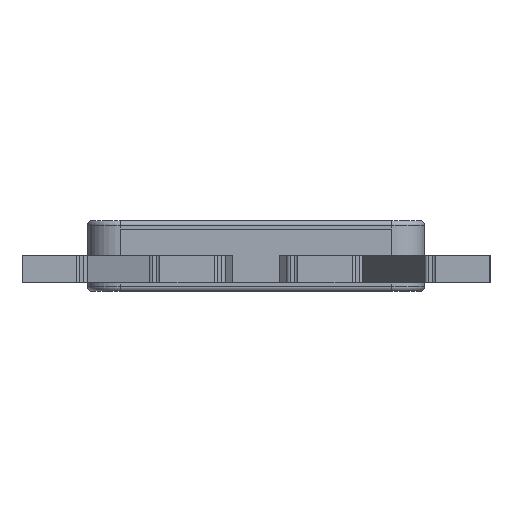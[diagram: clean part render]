
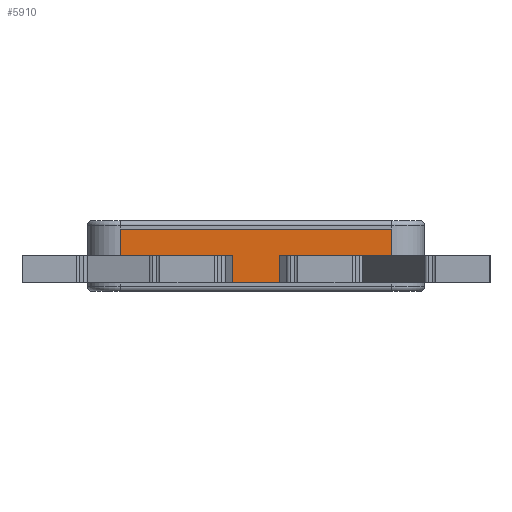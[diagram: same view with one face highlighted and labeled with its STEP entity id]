
A CAD part, front view. The second image highlights one B-rep face of the part: STEP entity #5910.
In plain terms, the highlighted planar face has unit normal (0, -1, 0).
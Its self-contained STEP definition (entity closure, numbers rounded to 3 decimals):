
#92 = CARTESIAN_POINT ( 'NONE',  ( -0.517, -0.7, -0.248 ) ) ;
#298 = LINE ( 'NONE', #3015, #6026 ) ;
#332 = ORIENTED_EDGE ( 'NONE', *, *, #2345, .F. ) ;
#449 = DIRECTION ( 'NONE',  ( 0., 0., 1. ) ) ;
#493 = VERTEX_POINT ( 'NONE', #5925 ) ;
#542 = DIRECTION ( 'NONE',  ( 0., 0., -1. ) ) ;
#569 = ORIENTED_EDGE ( 'NONE', *, *, #2148, .T. ) ;
#743 = CARTESIAN_POINT ( 'NONE',  ( 0.217, -0.7, 0.002 ) ) ;
#764 = LINE ( 'NONE', #2569, #1115 ) ;
#827 = VERTEX_POINT ( 'NONE', #5294 ) ;
#837 = ORIENTED_EDGE ( 'NONE', *, *, #2549, .F. ) ;
#838 = EDGE_CURVE ( 'NONE', #2776, #493, #298, .T. ) ;
#870 = LINE ( 'NONE', #1050, #6590 ) ;
#943 = ORIENTED_EDGE ( 'NONE', *, *, #5295, .T. ) ;
#1009 = EDGE_CURVE ( 'NONE', #3900, #6598, #1598, .T. ) ;
#1032 = ORIENTED_EDGE ( 'NONE', *, *, #3478, .T. ) ;
#1049 = CARTESIAN_POINT ( 'NONE',  ( 0.217, -0.7, 0.002 ) ) ;
#1050 = CARTESIAN_POINT ( 'NONE',  ( 1.25, -0.7, -0.248 ) ) ;
#1115 = VECTOR ( 'NONE', #4799, 1000. ) ;
#1142 = VERTEX_POINT ( 'NONE', #5991 ) ;
#1257 = CARTESIAN_POINT ( 'NONE',  ( 1.25, -0.7, 0.002 ) ) ;
#1307 = DIRECTION ( 'NONE',  ( 0., 0., -1. ) ) ;
#1350 = DIRECTION ( 'NONE',  ( 1., 0., 0. ) ) ;
#1598 = LINE ( 'NONE', #3186, #4211 ) ;
#1698 = CARTESIAN_POINT ( 'NONE',  ( -1.25, -0.7, 0.002 ) ) ;
#1723 = DIRECTION ( 'NONE',  ( 0., 0., -1. ) ) ;
#1734 = CARTESIAN_POINT ( 'NONE',  ( 0.217, -0.7, 0.002 ) ) ;
#1761 = VECTOR ( 'NONE', #449, 1000. ) ;
#1874 = EDGE_CURVE ( 'NONE', #1142, #4488, #2455, .T. ) ;
#1908 = DIRECTION ( 'NONE',  ( 1., 0., 0. ) ) ;
#1942 = CARTESIAN_POINT ( 'NONE',  ( 0., -0.7, 0. ) ) ;
#1955 = DIRECTION ( 'NONE',  ( -1., 0., 0. ) ) ;
#2138 = CARTESIAN_POINT ( 'NONE',  ( -0.217, -0.7, 0.002 ) ) ;
#2148 = EDGE_CURVE ( 'NONE', #3906, #1142, #2790, .T. ) ;
#2159 = DIRECTION ( 'NONE',  ( 1., 0., 0. ) ) ;
#2167 = EDGE_CURVE ( 'NONE', #3900, #2489, #2535, .T. ) ;
#2172 = ORIENTED_EDGE ( 'NONE', *, *, #1874, .T. ) ;
#2179 = VERTEX_POINT ( 'NONE', #1734 ) ;
#2249 = DIRECTION ( 'NONE',  ( 0., 0., -1. ) ) ;
#2345 = EDGE_CURVE ( 'NONE', #2179, #5720, #6174, .T. ) ;
#2372 = VECTOR ( 'NONE', #1955, 1000. ) ;
#2399 = VERTEX_POINT ( 'NONE', #3020 ) ;
#2416 = CARTESIAN_POINT ( 'NONE',  ( 1.25, -0.7, -0.248 ) ) ;
#2455 = LINE ( 'NONE', #2959, #6014 ) ;
#2489 = VERTEX_POINT ( 'NONE', #4136 ) ;
#2530 = DIRECTION ( 'NONE',  ( 1., 0., 0. ) ) ;
#2535 = LINE ( 'NONE', #5060, #6001 ) ;
#2549 = EDGE_CURVE ( 'NONE', #3906, #6310, #6850, .T. ) ;
#2569 = CARTESIAN_POINT ( 'NONE',  ( -1.25, -0.7, -0.248 ) ) ;
#2776 = VERTEX_POINT ( 'NONE', #2138 ) ;
#2790 = LINE ( 'NONE', #6691, #3583 ) ;
#2874 = CARTESIAN_POINT ( 'NONE',  ( 0.517, -0.7, 0.002 ) ) ;
#2901 = EDGE_CURVE ( 'NONE', #2179, #4243, #7063, .T. ) ;
#2910 = ORIENTED_EDGE ( 'NONE', *, *, #2167, .F. ) ;
#2959 = CARTESIAN_POINT ( 'NONE',  ( 1.25, -0.7, -0.248 ) ) ;
#2966 = VECTOR ( 'NONE', #1307, 1000. ) ;
#3006 = CARTESIAN_POINT ( 'NONE',  ( 0.517, -0.7, -0.248 ) ) ;
#3015 = CARTESIAN_POINT ( 'NONE',  ( -0.217, -0.7, 0.002 ) ) ;
#3020 = CARTESIAN_POINT ( 'NONE',  ( 1.25, -0.7, 0.248 ) ) ;
#3070 = CARTESIAN_POINT ( 'NONE',  ( -0.95, -0.7, 0.002 ) ) ;
#3094 = CARTESIAN_POINT ( 'NONE',  ( 0.95, -0.7, 0.002 ) ) ;
#3113 = CARTESIAN_POINT ( 'NONE',  ( -0.95, -0.7, 0.002 ) ) ;
#3170 = AXIS2_PLACEMENT_3D ( 'NONE', #1942, #4198, #6364 ) ;
#3186 = CARTESIAN_POINT ( 'NONE',  ( 0.95, -0.7, 0.002 ) ) ;
#3307 = DIRECTION ( 'NONE',  ( 1., 0., 0. ) ) ;
#3348 = VERTEX_POINT ( 'NONE', #3006 ) ;
#3382 = ORIENTED_EDGE ( 'NONE', *, *, #3921, .T. ) ;
#3456 = FACE_OUTER_BOUND ( 'NONE', #3727, .T. ) ;
#3478 = EDGE_CURVE ( 'NONE', #6598, #2399, #5838, .T. ) ;
#3583 = VECTOR ( 'NONE', #542, 1000. ) ;
#3596 = LINE ( 'NONE', #6913, #2372 ) ;
#3665 = VECTOR ( 'NONE', #5466, 1000. ) ;
#3727 = EDGE_LOOP ( 'NONE', ( #332, #6220, #6518, #6988, #2910, #4055, #1032, #3382, #7144, #837, #569, #2172, #6257, #6148, #4249, #943 ) ) ;
#3854 = EDGE_CURVE ( 'NONE', #2776, #827, #3596, .T. ) ;
#3874 = VECTOR ( 'NONE', #2159, 1000. ) ;
#3900 = VERTEX_POINT ( 'NONE', #3094 ) ;
#3906 = VERTEX_POINT ( 'NONE', #3070 ) ;
#3921 = EDGE_CURVE ( 'NONE', #2399, #5210, #4109, .T. ) ;
#4055 = ORIENTED_EDGE ( 'NONE', *, *, #1009, .T. ) ;
#4109 = LINE ( 'NONE', #4787, #5830 ) ;
#4136 = CARTESIAN_POINT ( 'NONE',  ( 0.95, -0.7, -0.248 ) ) ;
#4198 = DIRECTION ( 'NONE',  ( 0., -1., 0. ) ) ;
#4211 = VECTOR ( 'NONE', #2530, 1000. ) ;
#4243 = VERTEX_POINT ( 'NONE', #4278 ) ;
#4249 = ORIENTED_EDGE ( 'NONE', *, *, #838, .T. ) ;
#4278 = CARTESIAN_POINT ( 'NONE',  ( 0.517, -0.7, 0.002 ) ) ;
#4431 = VECTOR ( 'NONE', #1908, 1000. ) ;
#4488 = VERTEX_POINT ( 'NONE', #92 ) ;
#4787 = CARTESIAN_POINT ( 'NONE',  ( 1.25, -0.7, 0.248 ) ) ;
#4799 = DIRECTION ( 'NONE',  ( 0., 0., -1. ) ) ;
#4808 = DIRECTION ( 'NONE',  ( -1., 0., 0. ) ) ;
#4881 = CARTESIAN_POINT ( 'NONE',  ( -0.517, -0.7, 0.002 ) ) ;
#4916 = EDGE_CURVE ( 'NONE', #827, #4488, #5569, .T. ) ;
#4983 = LINE ( 'NONE', #2874, #6022 ) ;
#5060 = CARTESIAN_POINT ( 'NONE',  ( 0.95, -0.7, 0.002 ) ) ;
#5072 = EDGE_CURVE ( 'NONE', #3348, #2489, #870, .T. ) ;
#5079 = CARTESIAN_POINT ( 'NONE',  ( 0.217, -0.7, -0.248 ) ) ;
#5210 = VERTEX_POINT ( 'NONE', #7163 ) ;
#5294 = CARTESIAN_POINT ( 'NONE',  ( -0.517, -0.7, 0.002 ) ) ;
#5295 = EDGE_CURVE ( 'NONE', #493, #5720, #5888, .T. ) ;
#5466 = DIRECTION ( 'NONE',  ( 0., 0., -1. ) ) ;
#5569 = LINE ( 'NONE', #4881, #3665 ) ;
#5720 = VERTEX_POINT ( 'NONE', #5079 ) ;
#5793 = DIRECTION ( 'NONE',  ( 0., 0., -1. ) ) ;
#5830 = VECTOR ( 'NONE', #6377, 1000. ) ;
#5838 = LINE ( 'NONE', #6505, #1761 ) ;
#5888 = LINE ( 'NONE', #2416, #4431 ) ;
#5910 = ADVANCED_FACE ( 'NONE', ( #3456 ), #6874, .T. ) ;
#5925 = CARTESIAN_POINT ( 'NONE',  ( -0.217, -0.7, -0.248 ) ) ;
#5979 = EDGE_CURVE ( 'NONE', #5210, #6310, #764, .T. ) ;
#5991 = CARTESIAN_POINT ( 'NONE',  ( -0.95, -0.7, -0.248 ) ) ;
#6001 = VECTOR ( 'NONE', #2249, 1000. ) ;
#6014 = VECTOR ( 'NONE', #1350, 1000. ) ;
#6022 = VECTOR ( 'NONE', #1723, 1000. ) ;
#6026 = VECTOR ( 'NONE', #5793, 1000. ) ;
#6148 = ORIENTED_EDGE ( 'NONE', *, *, #3854, .F. ) ;
#6174 = LINE ( 'NONE', #743, #2966 ) ;
#6220 = ORIENTED_EDGE ( 'NONE', *, *, #2901, .T. ) ;
#6257 = ORIENTED_EDGE ( 'NONE', *, *, #4916, .F. ) ;
#6310 = VERTEX_POINT ( 'NONE', #1698 ) ;
#6364 = DIRECTION ( 'NONE',  ( 0., 0., -1. ) ) ;
#6377 = DIRECTION ( 'NONE',  ( -1., 0., 0. ) ) ;
#6505 = CARTESIAN_POINT ( 'NONE',  ( 1.25, -0.7, -0.248 ) ) ;
#6518 = ORIENTED_EDGE ( 'NONE', *, *, #7052, .T. ) ;
#6590 = VECTOR ( 'NONE', #3307, 1000. ) ;
#6598 = VERTEX_POINT ( 'NONE', #1257 ) ;
#6678 = VECTOR ( 'NONE', #4808, 1000. ) ;
#6691 = CARTESIAN_POINT ( 'NONE',  ( -0.95, -0.7, 0.002 ) ) ;
#6850 = LINE ( 'NONE', #3113, #6678 ) ;
#6874 = PLANE ( 'NONE',  #3170 ) ;
#6913 = CARTESIAN_POINT ( 'NONE',  ( -0.217, -0.7, 0.002 ) ) ;
#6988 = ORIENTED_EDGE ( 'NONE', *, *, #5072, .T. ) ;
#7052 = EDGE_CURVE ( 'NONE', #4243, #3348, #4983, .T. ) ;
#7063 = LINE ( 'NONE', #1049, #3874 ) ;
#7144 = ORIENTED_EDGE ( 'NONE', *, *, #5979, .T. ) ;
#7163 = CARTESIAN_POINT ( 'NONE',  ( -1.25, -0.7, 0.248 ) ) ;
